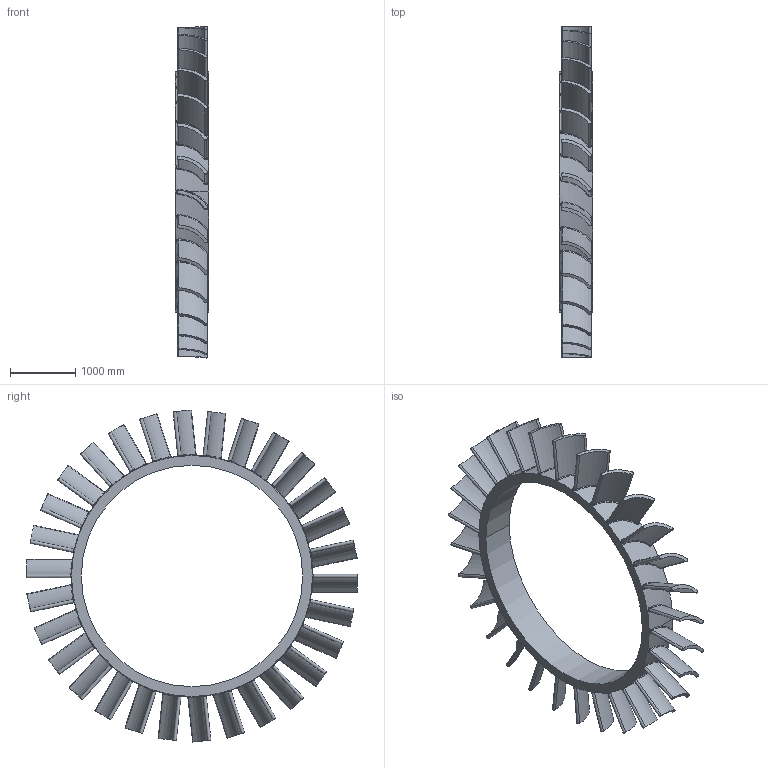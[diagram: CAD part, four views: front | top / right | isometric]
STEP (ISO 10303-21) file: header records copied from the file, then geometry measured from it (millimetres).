
FILE_DESCRIPTION((''),'2;1');
FILE_NAME('AIR_TURBINE_ONE','2025-12-19T09:18:49',('H576696'),('Honeywell International Inc.'),'CREO PARAMETRIC BY PTC INC, 2023134','CREO PARAMETRIC BY PTC INC, 2023134','');
FILE_SCHEMA(('AUTOMOTIVE_DESIGN { 1 0 10303 214 1 1 1 1 }'));
Length unit declared in the file: inch
Products named in the file (1): AIR_TURBINE_ONE
Bounding box: 508 x 5080 x 5106.12 mm (x, y, z)
Volume: 1428337624.8 mm3; surface area: 38372187.9 mm2
Topology: 1 solids, 1 shells, 280 faces, 626 edges, 376 vertices
Faces by surface type: cylinder 124, bspline 124, plane 32
Entity records: 25211 total; most frequent: CARTESIAN_POINT 15781, ORIENTED_EDGE 1252, DIRECTION 944, PRESENTATION_STYLE_ASSIGNMENT 907, STYLED_ITEM 907, CURVE_STYLE 626, EDGE_CURVE 626, AXIS2_PLACEMENT_3D 409
